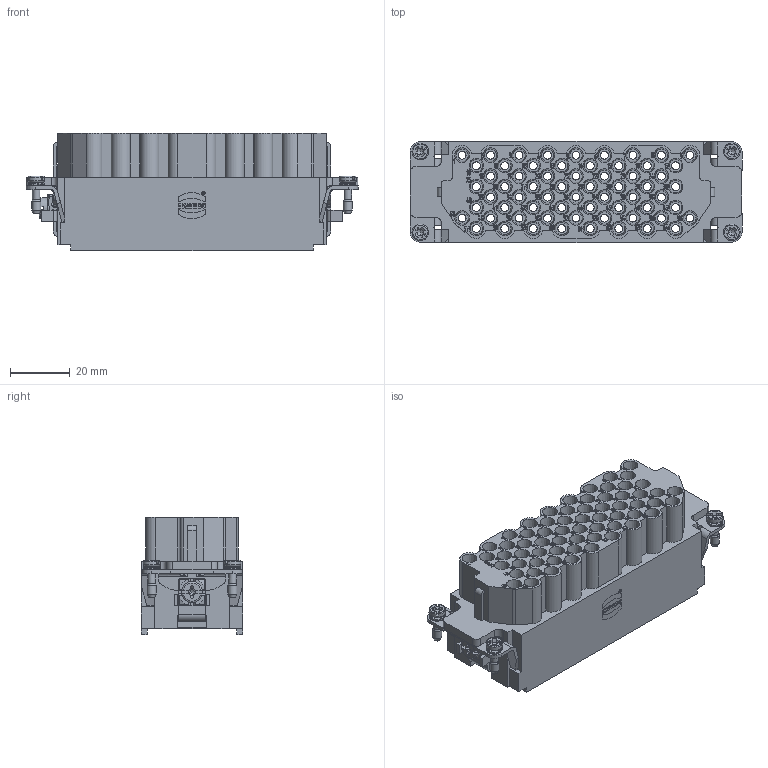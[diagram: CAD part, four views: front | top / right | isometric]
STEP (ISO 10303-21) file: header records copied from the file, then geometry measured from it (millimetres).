
FILE_DESCRIPTION(/* description */ (''),/* implementation_level */ '2;1');
FILE_NAME(/* name */ '100198134ugm000_c.stp',/* time_stamp */ '2017-10-26T12:13:58+02:00',/* author */ (''),/* organization */ (''),/* preprocessor_version */ 'ST-DEVELOPER v16',/* originating_system */ 'SIEMENS PLM Software NX 10.0',/* authorisation */ '');
FILE_SCHEMA (('AUTOMOTIVE_DESIGN { 1 0 10303 214 3 1 1 1 }'));
Products named in the file (1): 100198134ugm000_c
Bounding box: 110.8 x 33.8 x 39.05 mm (x, y, z)
Volume: 66116 mm3; surface area: 55607.2 mm2
Topology: 1 solids, 1 shells, 2268 faces, 15767 edges, 19123 vertices
Faces by surface type: plane 1370, cylinder 535, cone 241, bspline 110, torus 12
Full cylindrical faces by diameter (mm): 2.438 x2, 2.5 x10, 2.6 x64, 3 x4, 3.2 x1, 3.5 x1, 3.7 x1, 4.7 x64, 5.5 x4, 7 x1
Entity records: 177676 total; most frequent: CARTESIAN_POINT 53102, ORIENTED_EDGE 20314, DIRECTION 13174, EDGE_CURVE 10157, VERTEX_POINT 8633, B_SPLINE_CURVE_WITH_KNOTS 7602, PRESENTATION_STYLE_ASSIGNMENT 7313, LINE 5654
